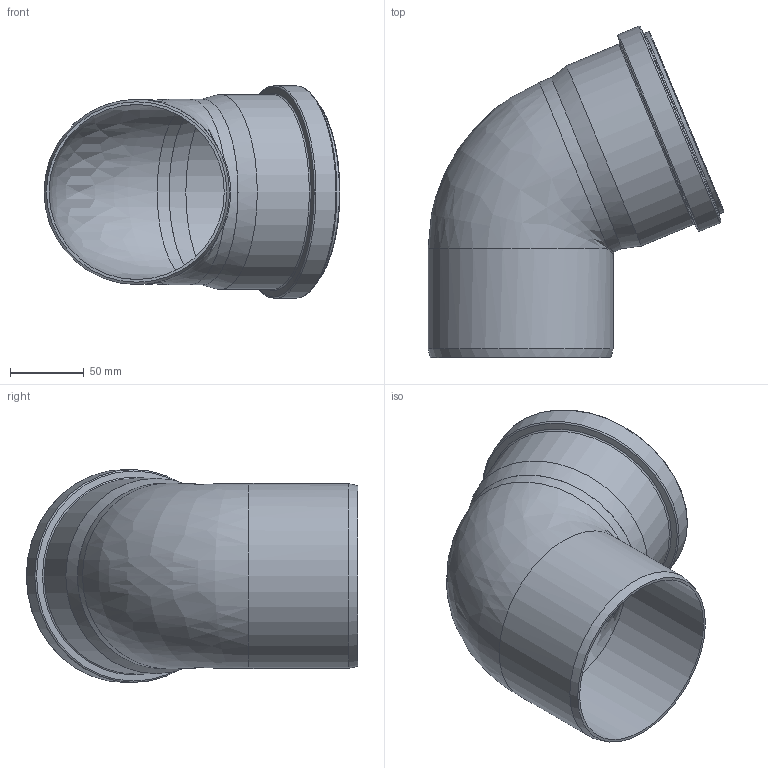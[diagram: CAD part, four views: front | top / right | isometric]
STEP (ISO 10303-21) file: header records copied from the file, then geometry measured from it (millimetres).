
FILE_DESCRIPTION(/* description */ (''),/* implementation_level */ '2;1');
FILE_NAME(/* name */ '221230 KGB Bogen DN_OD 125_67°.stp',/* time_stamp */ '2017-04-18T10:16:31+02:00',/* author */ ('user1'),/* organization */ (''),/* preprocessor_version */ 'ST-DEVELOPER v16.1',/* originating_system */ 'Autodesk Inventor 2016',/* authorisation */ '');
FILE_SCHEMA (('AUTOMOTIVE_DESIGN { 1 0 10303 214 3 1 1 }'));
Length unit declared in the file: millimetre
Products named in the file (1): 221230 KGB Bogen DN_OD 125_67°
Bounding box: 200 x 223.99 x 143.9 mm (x, y, z)
Volume: 275537.8 mm3; surface area: 186626.1 mm2
Topology: 1 solids, 1 shells, 36 faces, 73 edges, 40 vertices
Faces by surface type: cylinder 11, torus 10, cone 7, plane 5, bspline 3
Full cylindrical faces by diameter (mm): 118.4 x2, 125.2 x2, 125.7 x1, 125.9 x2, 131.9 x1, 132.1 x1, 137.7 x1, 143.9 x1
Entity records: 853 total; most frequent: CARTESIAN_POINT 212, DIRECTION 142, ORIENTED_EDGE 78, AXIS2_PLACEMENT_3D 71, EDGE_LOOP 69, EDGE_CURVE 39, FACE_OUTER_BOUND 36, VERTEX_POINT 36
